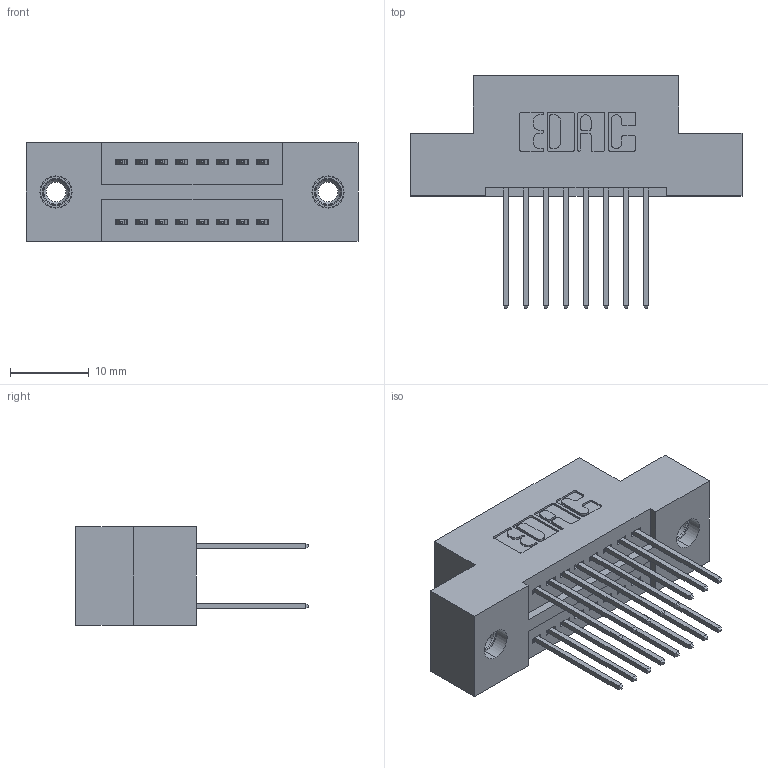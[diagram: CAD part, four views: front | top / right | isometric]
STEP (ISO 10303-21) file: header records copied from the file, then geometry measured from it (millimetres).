
FILE_DESCRIPTION (( 'STEP AP203' ), '1' );
FILE_NAME ('325-016-540-207.STEP', '2020-02-24T16:21:32', ( '' ), ( '' ), 'SwSTEP 2.0', 'SolidWorks 2016', '' );
FILE_SCHEMA (( 'CONFIG_CONTROL_DESIGN' ));
Length unit declared in the file: inch
Products named in the file (4): 325-016-540-207; 325 Part_TI; 325-292-001_325-293-140; 345-250-001_345-250-005-103
Assembly tree (19 placements, depth 2):
  325-016-540-207
    325 Part_TI
    325-292-001_325-293-140  x16
    345-250-001_345-250-005-103  x2
Bounding box: 42.04 x 29.46 x 12.45 mm (x, y, z)
Volume: 5168.8 mm3; surface area: 5764.9 mm2
Topology: 19 solids, 19 shells, 1006 faces, 2927 edges, 1922 vertices
Faces by surface type: plane 678, cylinder 312, cone 12, torus 4
Entity records: 10748 total; most frequent: CARTESIAN_POINT 1805, ORIENTED_EDGE 1734, DIRECTION 1633, EDGE_CURVE 867, LINE 719, VECTOR 719, VERTEX_POINT 572, AXIS2_PLACEMENT_3D 457
